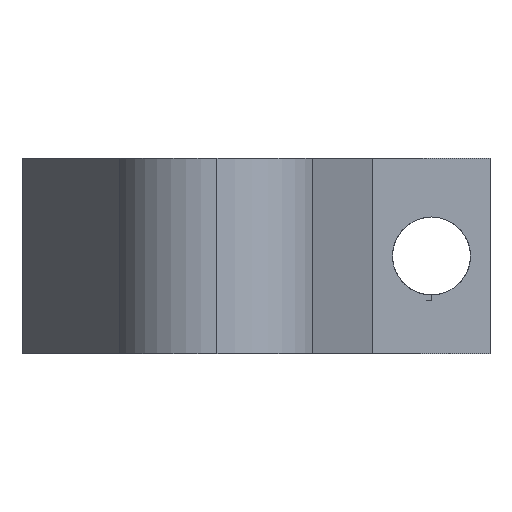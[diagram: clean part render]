
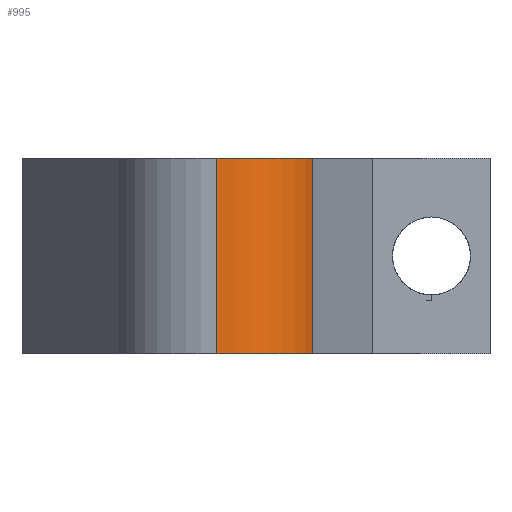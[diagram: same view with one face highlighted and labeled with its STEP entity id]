
A CAD part, left-side view. The second image highlights one B-rep face of the part: STEP entity #995.
In plain terms, the highlighted cylindrical face has radius 5.25 mm (diameter 10.5 mm), a partial arc.
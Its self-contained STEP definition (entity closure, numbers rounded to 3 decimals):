
#28 = CARTESIAN_POINT ( 'NONE',  ( -16.25, 0., 10. ) ) ;
#63 = CIRCLE ( 'NONE', #725, 5.25 ) ;
#143 = EDGE_CURVE ( 'NONE', #721, #2176, #4368, .T. ) ;
#532 = VERTEX_POINT ( 'NONE', #4206 ) ;
#721 = VERTEX_POINT ( 'NONE', #1991 ) ;
#725 = AXIS2_PLACEMENT_3D ( 'NONE', #3536, #2798, #2408 ) ;
#803 = DIRECTION ( 'NONE',  ( -1., 0., 0. ) ) ;
#995 = ADVANCED_FACE ( 'NONE', ( #3545 ), #4320, .T. ) ;
#1276 = DIRECTION ( 'NONE',  ( 0., 0., 1. ) ) ;
#1632 = CARTESIAN_POINT ( 'NONE',  ( -21.5, 0., 10. ) ) ;
#1742 = CARTESIAN_POINT ( 'NONE',  ( -21.5, 0., 0. ) ) ;
#1813 = VECTOR ( 'NONE', #3573, 1000. ) ;
#1933 = AXIS2_PLACEMENT_3D ( 'NONE', #4845, #1276, #2900 ) ;
#1991 = CARTESIAN_POINT ( 'NONE',  ( -21.5, 0., 10. ) ) ;
#2055 = EDGE_CURVE ( 'NONE', #2176, #2250, #4142, .T. ) ;
#2176 = VERTEX_POINT ( 'NONE', #1742 ) ;
#2250 = VERTEX_POINT ( 'NONE', #4587 ) ;
#2352 = VECTOR ( 'NONE', #2881, 1000. ) ;
#2408 = DIRECTION ( 'NONE',  ( 1., 0., 0. ) ) ;
#2549 = LINE ( 'NONE', #2959, #2352 ) ;
#2798 = DIRECTION ( 'NONE',  ( 0., 0., 1. ) ) ;
#2881 = DIRECTION ( 'NONE',  ( 0., 0., -1. ) ) ;
#2900 = DIRECTION ( 'NONE',  ( 1., 0., 0. ) ) ;
#2920 = ORIENTED_EDGE ( 'NONE', *, *, #3195, .F. ) ;
#2959 = CARTESIAN_POINT ( 'NONE',  ( -18.12, -4.906, 10. ) ) ;
#3195 = EDGE_CURVE ( 'NONE', #532, #2250, #2549, .T. ) ;
#3518 = AXIS2_PLACEMENT_3D ( 'NONE', #28, #3909, #803 ) ;
#3536 = CARTESIAN_POINT ( 'NONE',  ( -16.25, 0., 10. ) ) ;
#3545 = FACE_OUTER_BOUND ( 'NONE', #4452, .T. ) ;
#3573 = DIRECTION ( 'NONE',  ( 0., 0., -1. ) ) ;
#3909 = DIRECTION ( 'NONE',  ( 0., 0., -1. ) ) ;
#3935 = ORIENTED_EDGE ( 'NONE', *, *, #4005, .F. ) ;
#4005 = EDGE_CURVE ( 'NONE', #721, #532, #63, .T. ) ;
#4054 = ORIENTED_EDGE ( 'NONE', *, *, #143, .T. ) ;
#4142 = CIRCLE ( 'NONE', #1933, 5.25 ) ;
#4206 = CARTESIAN_POINT ( 'NONE',  ( -18.12, -4.906, 10. ) ) ;
#4320 = CYLINDRICAL_SURFACE ( 'NONE', #3518, 5.25 ) ;
#4368 = LINE ( 'NONE', #1632, #1813 ) ;
#4452 = EDGE_LOOP ( 'NONE', ( #3935, #4054, #4467, #2920 ) ) ;
#4467 = ORIENTED_EDGE ( 'NONE', *, *, #2055, .T. ) ;
#4587 = CARTESIAN_POINT ( 'NONE',  ( -18.12, -4.906, 0. ) ) ;
#4845 = CARTESIAN_POINT ( 'NONE',  ( -16.25, 0., 0. ) ) ;
